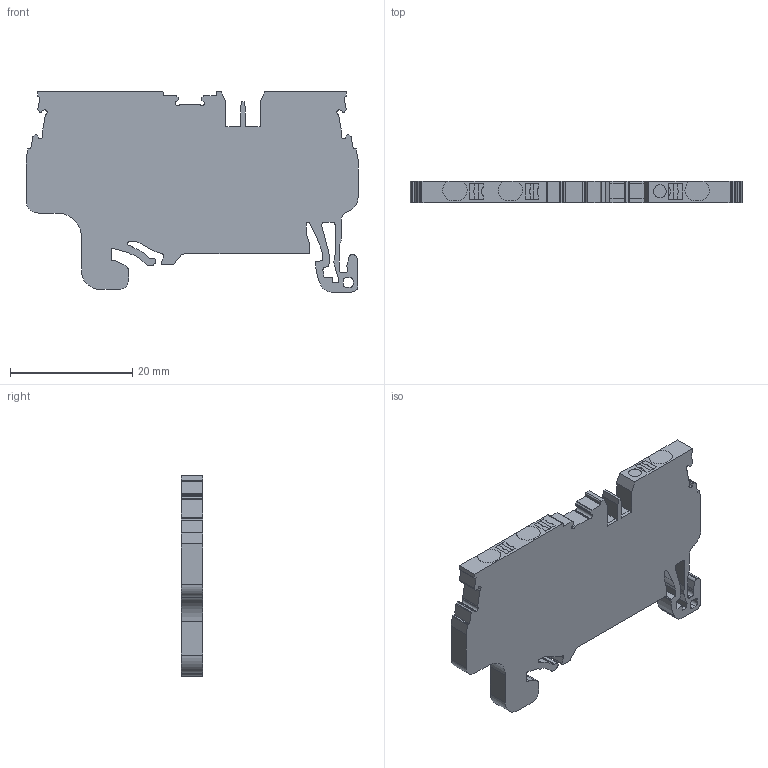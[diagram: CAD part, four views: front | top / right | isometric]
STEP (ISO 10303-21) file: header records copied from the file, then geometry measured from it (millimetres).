
FILE_DESCRIPTION (( 'STEP AP214' ), '1' );
FILE_NAME ('cp1.5_3-pe.STEP', '2024-10-31T10:37:02', ( '' ), ( '' ), 'SwSTEP 2.0', 'SolidWorks 2022', '' );
FILE_SCHEMA (( 'AUTOMOTIVE_DESIGN' ));
Length unit declared in the file: millimetre
Products named in the file (1): cp1.5_3-pe
Bounding box: 54.4 x 3.5 x 32.8 mm (x, y, z)
Volume: 4658.5 mm3; surface area: 3643.1 mm2
Topology: 1 solids, 1 shells, 289 faces, 861 edges, 578 vertices
Faces by surface type: plane 168, cylinder 121
Entity records: 9938 total; most frequent: CARTESIAN_POINT 1729, ORIENTED_EDGE 1722, DIRECTION 1683, EDGE_CURVE 861, VECTOR 619, LINE 619, VERTEX_POINT 578, AXIS2_PLACEMENT_3D 532
